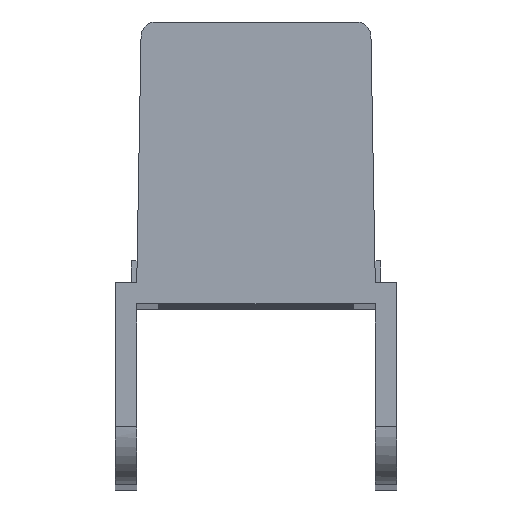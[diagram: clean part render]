
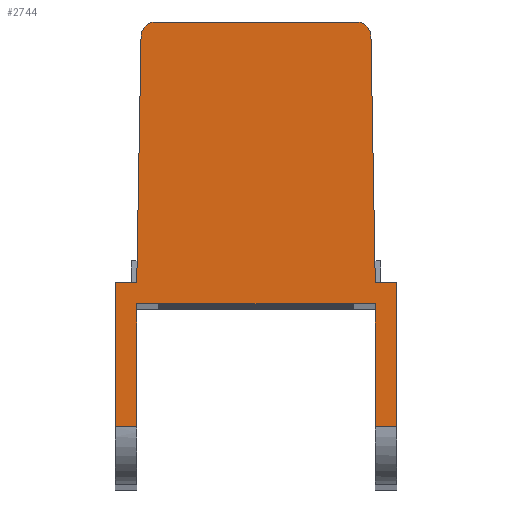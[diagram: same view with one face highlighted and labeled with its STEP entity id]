
A CAD part, top view. The second image highlights one B-rep face of the part: STEP entity #2744.
In plain terms, the highlighted planar face has unit normal (0, 0, 1).
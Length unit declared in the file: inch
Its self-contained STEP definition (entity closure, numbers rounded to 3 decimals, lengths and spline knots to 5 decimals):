
#2669=AXIS2_PLACEMENT_3D('Plane Axis2P3D',#2666,#2667,#2668) ;
#2692=AXIS2_PLACEMENT_3D('Circle Axis2P3D',#2690,#2691,$) ;
#2706=AXIS2_PLACEMENT_3D('Circle Axis2P3D',#2704,#2705,$) ;
#724=CARTESIAN_POINT('Vertex',(-1.0625,-1.25,27.5)) ;
#838=CARTESIAN_POINT('Vertex',(-1.0625,-0.1875,27.5)) ;
#841=CARTESIAN_POINT('Line Origine',(-1.0625,-0.875,27.5)) ;
#970=CARTESIAN_POINT('Vertex',(1.,-0.1875,27.5)) ;
#973=CARTESIAN_POINT('Line Origine',(-0.03125,-0.1875,27.5)) ;
#1707=CARTESIAN_POINT('Vertex',(1.,-1.25,27.5)) ;
#1712=CARTESIAN_POINT('Line Origine',(1.,-0.875,27.5)) ;
#1944=CARTESIAN_POINT('Vertex',(1.1875,0.,27.5)) ;
#1947=CARTESIAN_POINT('Line Origine',(1.1875,-0.625,27.5)) ;
#1951=CARTESIAN_POINT('Vertex',(1.1875,-1.25,27.5)) ;
#2066=CARTESIAN_POINT('Line Origine',(-1.25,-0.625,27.5)) ;
#2070=CARTESIAN_POINT('Vertex',(-1.25,0.,27.5)) ;
#2072=CARTESIAN_POINT('Vertex',(-1.25,-1.25,27.5)) ;
#2666=CARTESIAN_POINT('Axis2P3D Location',(0.,0.,27.5)) ;
#2671=CARTESIAN_POINT('Line Origine',(1.09375,-1.25,27.5)) ;
#2676=CARTESIAN_POINT('Line Origine',(1.09375,0.,27.5)) ;
#2680=CARTESIAN_POINT('Vertex',(1.,0.,27.5)) ;
#2683=CARTESIAN_POINT('Line Origine',(0.98143,1.06359,27.5)) ;
#2687=CARTESIAN_POINT('Vertex',(0.96287,2.12718,27.5)) ;
#2690=CARTESIAN_POINT('Axis2P3D Location',(0.83789,2.125,27.5)) ;
#2694=CARTESIAN_POINT('Vertex',(0.83789,2.25,27.5)) ;
#2697=CARTESIAN_POINT('Line Origine',(-0.03125,2.25,27.5)) ;
#2701=CARTESIAN_POINT('Vertex',(-0.90039,2.25,27.5)) ;
#2704=CARTESIAN_POINT('Axis2P3D Location',(-0.90039,2.125,27.5)) ;
#2708=CARTESIAN_POINT('Vertex',(-1.02537,2.12718,27.5)) ;
#2711=CARTESIAN_POINT('Line Origine',(-1.04393,1.06359,27.5)) ;
#2715=CARTESIAN_POINT('Vertex',(-1.0625,0.,27.5)) ;
#2718=CARTESIAN_POINT('Line Origine',(-1.15625,0.,27.5)) ;
#2723=CARTESIAN_POINT('Line Origine',(-1.15625,-1.25,27.5)) ;
#842=DIRECTION('Vector Direction',(0.,-1.,0.)) ;
#974=DIRECTION('Vector Direction',(1.,0.,0.)) ;
#1713=DIRECTION('Vector Direction',(0.,1.,0.)) ;
#1948=DIRECTION('Vector Direction',(0.,1.,0.)) ;
#2067=DIRECTION('Vector Direction',(0.,-1.,0.)) ;
#2667=DIRECTION('Axis2P3D Direction',(0.,0.,1.)) ;
#2668=DIRECTION('Axis2P3D XDirection',(1.,0.,0.)) ;
#2672=DIRECTION('Vector Direction',(-1.,0.,0.)) ;
#2677=DIRECTION('Vector Direction',(1.,0.,0.)) ;
#2684=DIRECTION('Vector Direction',(0.017,-1.,0.)) ;
#2691=DIRECTION('Axis2P3D Direction',(0.,0.,1.)) ;
#2698=DIRECTION('Vector Direction',(1.,0.,0.)) ;
#2705=DIRECTION('Axis2P3D Direction',(0.,0.,1.)) ;
#2712=DIRECTION('Vector Direction',(-0.017,-1.,0.)) ;
#2719=DIRECTION('Vector Direction',(1.,0.,0.)) ;
#2724=DIRECTION('Vector Direction',(-1.,0.,0.)) ;
#843=VECTOR('Line Direction',#842,0.03937) ;
#975=VECTOR('Line Direction',#974,0.03937) ;
#1714=VECTOR('Line Direction',#1713,0.03937) ;
#1949=VECTOR('Line Direction',#1948,0.03937) ;
#2068=VECTOR('Line Direction',#2067,0.03937) ;
#2673=VECTOR('Line Direction',#2672,0.03937) ;
#2678=VECTOR('Line Direction',#2677,0.03937) ;
#2685=VECTOR('Line Direction',#2684,0.03937) ;
#2699=VECTOR('Line Direction',#2698,0.03937) ;
#2713=VECTOR('Line Direction',#2712,0.03937) ;
#2720=VECTOR('Line Direction',#2719,0.03937) ;
#2725=VECTOR('Line Direction',#2724,0.03937) ;
#2729=ORIENTED_EDGE('',*,*,#845,.T.) ;
#2730=ORIENTED_EDGE('',*,*,#977,.T.) ;
#2731=ORIENTED_EDGE('',*,*,#1716,.F.) ;
#2732=ORIENTED_EDGE('',*,*,#2675,.T.) ;
#2733=ORIENTED_EDGE('',*,*,#1953,.T.) ;
#2734=ORIENTED_EDGE('',*,*,#2682,.T.) ;
#2735=ORIENTED_EDGE('',*,*,#2689,.T.) ;
#2736=ORIENTED_EDGE('',*,*,#2696,.F.) ;
#2737=ORIENTED_EDGE('',*,*,#2703,.T.) ;
#2738=ORIENTED_EDGE('',*,*,#2710,.F.) ;
#2739=ORIENTED_EDGE('',*,*,#2717,.T.) ;
#2740=ORIENTED_EDGE('',*,*,#2722,.T.) ;
#2741=ORIENTED_EDGE('',*,*,#2074,.T.) ;
#2742=ORIENTED_EDGE('',*,*,#2727,.T.) ;
#2744=ADVANCED_FACE('MASTER MODEL',(#2743),#2670,.T.) ;
#2693=CIRCLE('generated circle',#2692,0.125) ;
#2707=CIRCLE('generated circle',#2706,0.125) ;
#845=EDGE_CURVE('',#725,#839,#844,.F.) ;
#977=EDGE_CURVE('',#839,#971,#976,.T.) ;
#1716=EDGE_CURVE('',#1708,#971,#1715,.T.) ;
#1953=EDGE_CURVE('',#1952,#1945,#1950,.T.) ;
#2074=EDGE_CURVE('',#2071,#2073,#2069,.T.) ;
#2675=EDGE_CURVE('',#1708,#1952,#2674,.F.) ;
#2682=EDGE_CURVE('',#1945,#2681,#2679,.F.) ;
#2689=EDGE_CURVE('',#2681,#2688,#2686,.F.) ;
#2696=EDGE_CURVE('',#2695,#2688,#2693,.F.) ;
#2703=EDGE_CURVE('',#2695,#2702,#2700,.F.) ;
#2710=EDGE_CURVE('',#2709,#2702,#2707,.F.) ;
#2717=EDGE_CURVE('',#2709,#2716,#2714,.T.) ;
#2722=EDGE_CURVE('',#2716,#2071,#2721,.F.) ;
#2727=EDGE_CURVE('',#2073,#725,#2726,.F.) ;
#2728=EDGE_LOOP('',(#2729,#2730,#2731,#2732,#2733,#2734,#2735,#2736,#2737,#2738,#2739,#2740,#2741,#2742)) ;
#2743=FACE_OUTER_BOUND('',#2728,.T.) ;
#844=LINE('Line',#841,#843) ;
#976=LINE('Line',#973,#975) ;
#1715=LINE('Line',#1712,#1714) ;
#1950=LINE('Line',#1947,#1949) ;
#2069=LINE('Line',#2066,#2068) ;
#2674=LINE('Line',#2671,#2673) ;
#2679=LINE('Line',#2676,#2678) ;
#2686=LINE('Line',#2683,#2685) ;
#2700=LINE('Line',#2697,#2699) ;
#2714=LINE('Line',#2711,#2713) ;
#2721=LINE('Line',#2718,#2720) ;
#2726=LINE('Line',#2723,#2725) ;
#2670=PLANE('',#2669) ;
#725=VERTEX_POINT('',#724) ;
#839=VERTEX_POINT('',#838) ;
#971=VERTEX_POINT('',#970) ;
#1708=VERTEX_POINT('',#1707) ;
#1945=VERTEX_POINT('',#1944) ;
#1952=VERTEX_POINT('',#1951) ;
#2071=VERTEX_POINT('',#2070) ;
#2073=VERTEX_POINT('',#2072) ;
#2681=VERTEX_POINT('',#2680) ;
#2688=VERTEX_POINT('',#2687) ;
#2695=VERTEX_POINT('',#2694) ;
#2702=VERTEX_POINT('',#2701) ;
#2709=VERTEX_POINT('',#2708) ;
#2716=VERTEX_POINT('',#2715) ;
